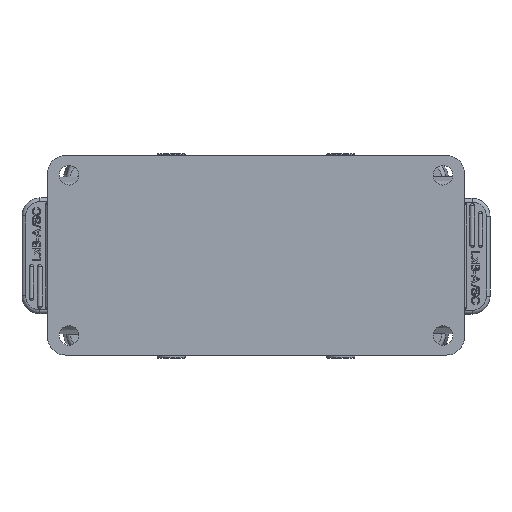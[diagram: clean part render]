
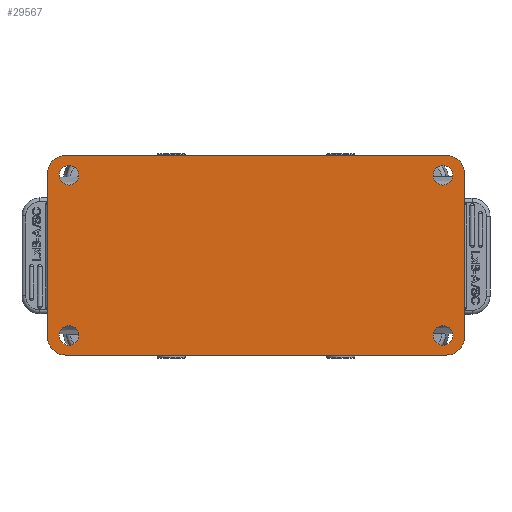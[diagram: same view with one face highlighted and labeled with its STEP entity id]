
A CAD part, front view. The second image highlights one B-rep face of the part: STEP entity #29567.
In plain terms, the highlighted planar face has unit normal (0, -1, 0).
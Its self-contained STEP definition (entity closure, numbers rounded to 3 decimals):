
#2907=DIRECTION('',(0.,0.,1.));
#2908=VECTOR('',#2907,46.);
#2909=CARTESIAN_POINT('',(118.,0.,
-22.82));
#2910=LINE('',#2909,#2908);
#2929=DIRECTION('',(-1.,0.,0.));
#2930=VECTOR('',#2929,107.);
#2931=CARTESIAN_POINT('',(113.,0.,
28.18));
#2932=LINE('',#2931,#2930);
#3206=CARTESIAN_POINT('',(113.,0.,
-22.82));
#3207=DIRECTION('',(0.,1.,0.));
#3208=DIRECTION('',(1.,0.,0.));
#3209=AXIS2_PLACEMENT_3D('',#3206,#3207,#3208);
#3211=DIRECTION('',(-1.,0.,0.));
#3212=VECTOR('',#3211,107.);
#3213=CARTESIAN_POINT('',(113.,0.,
-27.82));
#3214=LINE('',#3213,#3212);
#3215=CARTESIAN_POINT('',(6.,0.,
-22.82));
#3216=DIRECTION('',(0.,1.,0.));
#3217=DIRECTION('',(0.,0.,-1.));
#3218=AXIS2_PLACEMENT_3D('',#3215,#3216,#3217);
#3220=CARTESIAN_POINT('',(6.,0.,
23.18));
#3221=DIRECTION('',(0.,1.,0.));
#3222=DIRECTION('',(-1.,0.,0.));
#3223=AXIS2_PLACEMENT_3D('',#3220,#3221,#3222);
#3225=CARTESIAN_POINT('',(113.,0.,
23.18));
#3226=DIRECTION('',(0.,1.,0.));
#3227=DIRECTION('',(0.,0.,1.));
#3228=AXIS2_PLACEMENT_3D('',#3225,#3226,#3227);
#3230=CARTESIAN_POINT('',(7.,0.,
22.68));
#3231=DIRECTION('',(0.,-1.,0.));
#3232=DIRECTION('',(0.,0.,1.));
#3233=AXIS2_PLACEMENT_3D('',#3230,#3231,#3232);
#3235=CARTESIAN_POINT('',(7.,0.,
22.68));
#3236=DIRECTION('',(0.,-1.,0.));
#3237=DIRECTION('',(0.,0.,-1.));
#3238=AXIS2_PLACEMENT_3D('',#3235,#3236,#3237);
#3240=CARTESIAN_POINT('',(7.,0.,
-22.32));
#3241=DIRECTION('',(0.,-1.,0.));
#3242=DIRECTION('',(0.,0.,1.));
#3243=AXIS2_PLACEMENT_3D('',#3240,#3241,#3242);
#3245=CARTESIAN_POINT('',(7.,0.,
-22.32));
#3246=DIRECTION('',(0.,-1.,0.));
#3247=DIRECTION('',(0.,0.,-1.));
#3248=AXIS2_PLACEMENT_3D('',#3245,#3246,#3247);
#3250=CARTESIAN_POINT('',(112.,0.,
-22.32));
#3251=DIRECTION('',(0.,-1.,0.));
#3252=DIRECTION('',(0.,0.,1.));
#3253=AXIS2_PLACEMENT_3D('',#3250,#3251,#3252);
#3255=CARTESIAN_POINT('',(112.,0.,
-22.32));
#3256=DIRECTION('',(0.,-1.,0.));
#3257=DIRECTION('',(0.,0.,-1.));
#3258=AXIS2_PLACEMENT_3D('',#3255,#3256,#3257);
#3260=CARTESIAN_POINT('',(112.,0.,
22.68));
#3261=DIRECTION('',(0.,-1.,0.));
#3262=DIRECTION('',(0.,0.,1.));
#3263=AXIS2_PLACEMENT_3D('',#3260,#3261,#3262);
#3265=CARTESIAN_POINT('',(112.,0.,
22.68));
#3266=DIRECTION('',(0.,-1.,0.));
#3267=DIRECTION('',(0.,0.,-1.));
#3268=AXIS2_PLACEMENT_3D('',#3265,#3266,#3267);
#4572=DIRECTION('',(0.,0.,-1.));
#4573=VECTOR('',#4572,46.);
#4574=CARTESIAN_POINT('',(1.,0.,
23.18));
#4575=LINE('',#4574,#4573);
#21060=CARTESIAN_POINT('',(118.,0.,
23.18));
#21062=VERTEX_POINT('',#21060);
#21085=CARTESIAN_POINT('',(118.,0.,
-22.82));
#21086=VERTEX_POINT('',#21085);
#21087=CARTESIAN_POINT('',(113.,0.,
28.18));
#21089=VERTEX_POINT('',#21087);
#21093=CARTESIAN_POINT('',(6.,0.,
28.18));
#21094=VERTEX_POINT('',#21093);
#21129=CARTESIAN_POINT('',(112.,0.,
25.43));
#21130=CARTESIAN_POINT('',(112.,0.,
19.93));
#21131=VERTEX_POINT('',#21129);
#21132=VERTEX_POINT('',#21130);
#21133=CARTESIAN_POINT('',(113.,0.,
-27.82));
#21134=VERTEX_POINT('',#21133);
#21135=CARTESIAN_POINT('',(6.,0.,
-27.82));
#21136=VERTEX_POINT('',#21135);
#21137=CARTESIAN_POINT('',(1.,0.,
-22.82));
#21138=VERTEX_POINT('',#21137);
#21139=CARTESIAN_POINT('',(1.,0.,
23.18));
#21140=VERTEX_POINT('',#21139);
#21141=CARTESIAN_POINT('',(7.,0.,
25.43));
#21142=CARTESIAN_POINT('',(7.,0.,
19.93));
#21143=VERTEX_POINT('',#21141);
#21144=VERTEX_POINT('',#21142);
#21145=CARTESIAN_POINT('',(7.,0.,
-19.57));
#21146=CARTESIAN_POINT('',(7.,0.,
-25.07));
#21147=VERTEX_POINT('',#21145);
#21148=VERTEX_POINT('',#21146);
#21149=CARTESIAN_POINT('',(112.,0.,
-19.57));
#21150=CARTESIAN_POINT('',(112.,0.,
-25.07));
#21151=VERTEX_POINT('',#21149);
#21152=VERTEX_POINT('',#21150);
#29524=CARTESIAN_POINT('',(59.5,0.,
0.18));
#29525=DIRECTION('',(0.,1.,0.));
#29526=DIRECTION('',(0.,0.,1.));
#29527=AXIS2_PLACEMENT_3D('',#29524,#29525,#29526);
#29528=PLANE('',#29527);
#29529=ORIENTED_EDGE('',*,*,#28646,.F.);
#29531=ORIENTED_EDGE('',*,*,#29530,.T.);
#29533=ORIENTED_EDGE('',*,*,#29532,.T.);
#29535=ORIENTED_EDGE('',*,*,#29534,.T.);
#29537=ORIENTED_EDGE('',*,*,#29536,.F.);
#29539=ORIENTED_EDGE('',*,*,#29538,.T.);
#29540=ORIENTED_EDGE('',*,*,#28680,.F.);
#29541=ORIENTED_EDGE('',*,*,#28667,.T.);
#29542=EDGE_LOOP('',(#29529,#29531,#29533,#29535,#29537,#29539,#29540,#29541));
#29543=FACE_OUTER_BOUND('',#29542,.F.);
#29545=ORIENTED_EDGE('',*,*,#29544,.T.);
#29547=ORIENTED_EDGE('',*,*,#29546,.T.);
#29548=EDGE_LOOP('',(#29545,#29547));
#29549=FACE_BOUND('',#29548,.F.);
#29551=ORIENTED_EDGE('',*,*,#29550,.T.);
#29553=ORIENTED_EDGE('',*,*,#29552,.T.);
#29554=EDGE_LOOP('',(#29551,#29553));
#29555=FACE_BOUND('',#29554,.F.);
#29557=ORIENTED_EDGE('',*,*,#29556,.T.);
#29559=ORIENTED_EDGE('',*,*,#29558,.T.);
#29560=EDGE_LOOP('',(#29557,#29559));
#29561=FACE_BOUND('',#29560,.F.);
#29562=ORIENTED_EDGE('',*,*,#29514,.T.);
#29564=ORIENTED_EDGE('',*,*,#29563,.T.);
#29565=EDGE_LOOP('',(#29562,#29564));
#29566=FACE_BOUND('',#29565,.F.);
#3210=CIRCLE('',#3209,5.);
#3219=CIRCLE('',#3218,5.);
#3224=CIRCLE('',#3223,5.);
#3229=CIRCLE('',#3228,5.);
#3234=CIRCLE('',#3233,2.75);
#3239=CIRCLE('',#3238,2.75);
#3244=CIRCLE('',#3243,2.75);
#3249=CIRCLE('',#3248,2.75);
#3254=CIRCLE('',#3253,2.75);
#3259=CIRCLE('',#3258,2.75);
#3264=CIRCLE('',#3263,2.75);
#3269=CIRCLE('',#3268,2.75);
#28646=EDGE_CURVE('',#21086,#21062,#2910,.T.);
#28667=EDGE_CURVE('',#21089,#21062,#3229,.T.);
#28680=EDGE_CURVE('',#21089,#21094,#2932,.T.);
#29514=EDGE_CURVE('',#21131,#21132,#3264,.T.);
#29530=EDGE_CURVE('',#21086,#21134,#3210,.T.);
#29532=EDGE_CURVE('',#21134,#21136,#3214,.T.);
#29534=EDGE_CURVE('',#21136,#21138,#3219,.T.);
#29536=EDGE_CURVE('',#21140,#21138,#4575,.T.);
#29538=EDGE_CURVE('',#21140,#21094,#3224,.T.);
#29544=EDGE_CURVE('',#21143,#21144,#3234,.T.);
#29546=EDGE_CURVE('',#21144,#21143,#3239,.T.);
#29550=EDGE_CURVE('',#21147,#21148,#3244,.T.);
#29552=EDGE_CURVE('',#21148,#21147,#3249,.T.);
#29556=EDGE_CURVE('',#21151,#21152,#3254,.T.);
#29558=EDGE_CURVE('',#21152,#21151,#3259,.T.);
#29563=EDGE_CURVE('',#21132,#21131,#3269,.T.);
#29567=ADVANCED_FACE('',(#29543,#29549,#29555,#29561,#29566),#29528,.F.);
